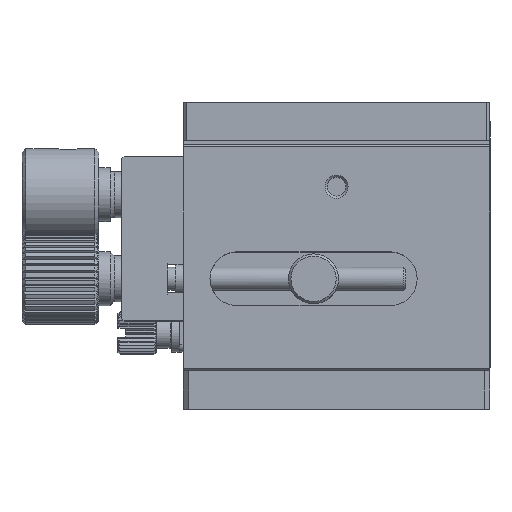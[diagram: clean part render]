
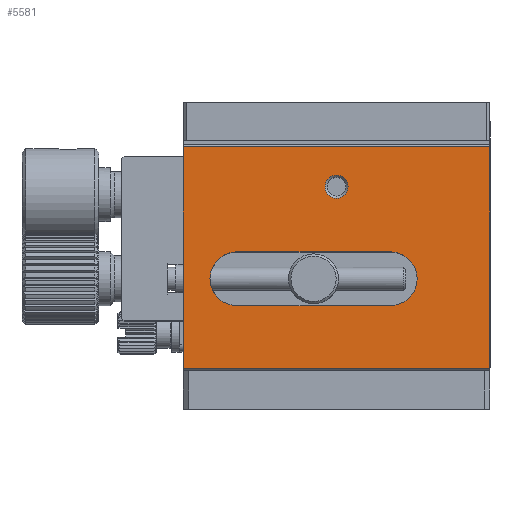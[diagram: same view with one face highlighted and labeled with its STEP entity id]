
A CAD part, top view. The second image highlights one B-rep face of the part: STEP entity #5581.
In plain terms, the highlighted planar face has unit normal (0, 0, 1).
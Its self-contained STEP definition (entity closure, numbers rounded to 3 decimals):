
#547 = EDGE_CURVE ( 'NONE', #8023, #4615, #13807, .T. ) ;
#701 = CARTESIAN_POINT ( 'NONE',  ( 27., 20.5, 0. ) ) ;
#1165 = FACE_BOUND ( 'NONE', #17008, .T. ) ;
#1359 = DIRECTION ( 'NONE',  ( -1., 0., 0. ) ) ;
#1473 = FACE_BOUND ( 'NONE', #16503, .T. ) ;
#1883 = CARTESIAN_POINT ( 'NONE',  ( 20., 29., 0. ) ) ;
#2088 = AXIS2_PLACEMENT_3D ( 'NONE', #7168, #5790, #11774 ) ;
#2341 = ORIENTED_EDGE ( 'NONE', *, *, #547, .F. ) ;
#2382 = LINE ( 'NONE', #18864, #7986 ) ;
#2521 = CARTESIAN_POINT ( 'NONE',  ( 7., 13.5, 0. ) ) ;
#3195 = EDGE_LOOP ( 'NONE', ( #14018, #6183, #5841, #6599 ) ) ;
#3451 = DIRECTION ( 'NONE',  ( 1., 0., 0. ) ) ;
#3666 = ORIENTED_EDGE ( 'NONE', *, *, #12298, .F. ) ;
#3926 = EDGE_CURVE ( 'NONE', #4644, #11369, #2382, .T. ) ;
#4291 = CARTESIAN_POINT ( 'NONE',  ( 0., 5.3, 0. ) ) ;
#4330 = EDGE_CURVE ( 'NONE', #16147, #8023, #16275, .T. ) ;
#4615 = VERTEX_POINT ( 'NONE', #2521 ) ;
#4644 = VERTEX_POINT ( 'NONE', #4291 ) ;
#5276 = EDGE_CURVE ( 'NONE', #11369, #10981, #5937, .T. ) ;
#5581 = ADVANCED_FACE ( 'NONE', ( #7260, #1473, #1165 ), #5996, .F. ) ;
#5790 = DIRECTION ( 'NONE',  ( 0., 0., -1. ) ) ;
#5841 = ORIENTED_EDGE ( 'NONE', *, *, #5276, .F. ) ;
#5891 = CARTESIAN_POINT ( 'NONE',  ( 40., 20.5, 0. ) ) ;
#5937 = LINE ( 'NONE', #10641, #11129 ) ;
#5996 = PLANE ( 'NONE',  #2088 ) ;
#6078 = CARTESIAN_POINT ( 'NONE',  ( 0., 34.2, 0. ) ) ;
#6183 = ORIENTED_EDGE ( 'NONE', *, *, #15072, .F. ) ;
#6247 = EDGE_CURVE ( 'NONE', #10920, #4644, #12702, .T. ) ;
#6358 = DIRECTION ( 'NONE',  ( 1., 0., 0. ) ) ;
#6599 = ORIENTED_EDGE ( 'NONE', *, *, #3926, .F. ) ;
#6857 = EDGE_CURVE ( 'NONE', #8074, #16147, #10251, .T. ) ;
#7168 = CARTESIAN_POINT ( 'NONE',  ( 40., 34.2, 0. ) ) ;
#7260 = FACE_OUTER_BOUND ( 'NONE', #3195, .T. ) ;
#7523 = EDGE_CURVE ( 'NONE', #16631, #16631, #18999, .T. ) ;
#7986 = VECTOR ( 'NONE', #12593, 1000. ) ;
#8023 = VERTEX_POINT ( 'NONE', #11711 ) ;
#8074 = VERTEX_POINT ( 'NONE', #11909 ) ;
#8140 = CARTESIAN_POINT ( 'NONE',  ( 40., 5.3, 0. ) ) ;
#8273 = LINE ( 'NONE', #14426, #10472 ) ;
#8457 = DIRECTION ( 'NONE',  ( 0., -1., 0. ) ) ;
#8682 = DIRECTION ( 'NONE',  ( 0., 0., 1. ) ) ;
#8939 = ORIENTED_EDGE ( 'NONE', *, *, #7523, .F. ) ;
#9711 = DIRECTION ( 'NONE',  ( 0., 0., 1. ) ) ;
#9764 = ORIENTED_EDGE ( 'NONE', *, *, #6857, .F. ) ;
#9859 = VECTOR ( 'NONE', #1359, 1000. ) ;
#9995 = ORIENTED_EDGE ( 'NONE', *, *, #4330, .F. ) ;
#10113 = CARTESIAN_POINT ( 'NONE',  ( 40., 5.3, 0. ) ) ;
#10130 = CARTESIAN_POINT ( 'NONE',  ( 27., 17., 0. ) ) ;
#10251 = CIRCLE ( 'NONE', #18380, 3.5 ) ;
#10472 = VECTOR ( 'NONE', #11297, 1000. ) ;
#10641 = CARTESIAN_POINT ( 'NONE',  ( 40., 34.2, 0. ) ) ;
#10920 = VERTEX_POINT ( 'NONE', #10113 ) ;
#10981 = VERTEX_POINT ( 'NONE', #11691 ) ;
#11129 = VECTOR ( 'NONE', #17905, 1000. ) ;
#11162 = VECTOR ( 'NONE', #11250, 1000. ) ;
#11250 = DIRECTION ( 'NONE',  ( -1., 0., 0. ) ) ;
#11296 = CARTESIAN_POINT ( 'NONE',  ( 40., 34.2, 0. ) ) ;
#11297 = DIRECTION ( 'NONE',  ( 1., 0., 0. ) ) ;
#11369 = VERTEX_POINT ( 'NONE', #6078 ) ;
#11691 = CARTESIAN_POINT ( 'NONE',  ( 40., 34.2, 0. ) ) ;
#11711 = CARTESIAN_POINT ( 'NONE',  ( 7., 20.5, 0. ) ) ;
#11774 = DIRECTION ( 'NONE',  ( 0., 1., 0. ) ) ;
#11909 = CARTESIAN_POINT ( 'NONE',  ( 27., 13.5, 0. ) ) ;
#12298 = EDGE_CURVE ( 'NONE', #4615, #8074, #8273, .T. ) ;
#12318 = CARTESIAN_POINT ( 'NONE',  ( 21.5, 29., 0. ) ) ;
#12339 = DIRECTION ( 'NONE',  ( 0., 0., 1. ) ) ;
#12593 = DIRECTION ( 'NONE',  ( 0., 1., 0. ) ) ;
#12702 = LINE ( 'NONE', #8140, #11162 ) ;
#13807 = CIRCLE ( 'NONE', #17245, 3.5 ) ;
#14018 = ORIENTED_EDGE ( 'NONE', *, *, #6247, .F. ) ;
#14424 = LINE ( 'NONE', #11296, #15903 ) ;
#14426 = CARTESIAN_POINT ( 'NONE',  ( 40., 13.5, 0. ) ) ;
#14644 = DIRECTION ( 'NONE',  ( 1., 0., 0. ) ) ;
#15072 = EDGE_CURVE ( 'NONE', #10981, #10920, #14424, .T. ) ;
#15566 = AXIS2_PLACEMENT_3D ( 'NONE', #1883, #9711, #3451 ) ;
#15903 = VECTOR ( 'NONE', #8457, 1000. ) ;
#16147 = VERTEX_POINT ( 'NONE', #701 ) ;
#16275 = LINE ( 'NONE', #5891, #9859 ) ;
#16503 = EDGE_LOOP ( 'NONE', ( #9764, #3666, #2341, #9995 ) ) ;
#16631 = VERTEX_POINT ( 'NONE', #12318 ) ;
#17008 = EDGE_LOOP ( 'NONE', ( #8939 ) ) ;
#17245 = AXIS2_PLACEMENT_3D ( 'NONE', #18332, #12339, #6358 ) ;
#17905 = DIRECTION ( 'NONE',  ( 1., 0., 0. ) ) ;
#18332 = CARTESIAN_POINT ( 'NONE',  ( 7., 17., 0. ) ) ;
#18380 = AXIS2_PLACEMENT_3D ( 'NONE', #10130, #8682, #14644 ) ;
#18864 = CARTESIAN_POINT ( 'NONE',  ( 0., 34.2, 0. ) ) ;
#18999 = CIRCLE ( 'NONE', #15566, 1.5 ) ;
